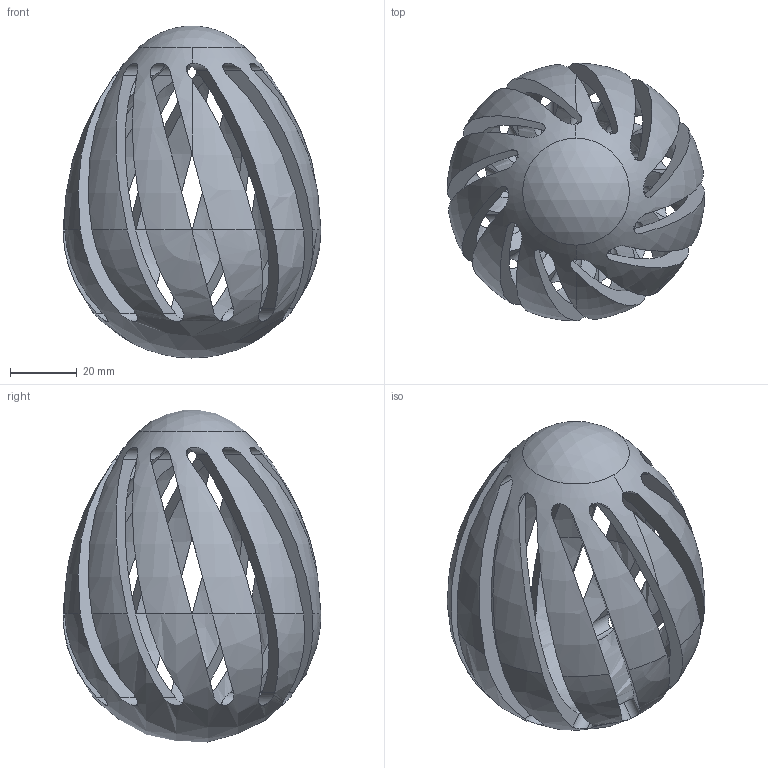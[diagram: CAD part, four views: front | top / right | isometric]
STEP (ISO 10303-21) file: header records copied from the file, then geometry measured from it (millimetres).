
FILE_DESCRIPTION(('STEP AP214'),'1');
FILE_NAME('tmp0.stp','2023-04-08T16:02:09',(' '),(' '),'Spatial InterOp 3D',' ',' ');
FILE_SCHEMA(('automotive_design'));
Length unit declared in the file: millimetre
Products named in the file (1): 1
Bounding box: 77.35 x 77.35 x 99.58 mm (x, y, z)
Volume: 65569.6 mm3; surface area: 38094.2 mm2
Topology: 1 solids, 1 shells, 84 faces, 314 edges, 210 vertices
Faces by surface type: cylinder 48, plane 24, torus 8, sphere 4
Entity records: 8599 total; most frequent: CARTESIAN_POINT 5439, ORIENTED_EDGE 628, DIRECTION 414, EDGE_CURVE 314, VERTEX_POINT 210, AXIS2_PLACEMENT_3D 171, B_SPLINE_CURVE_WITH_KNOTS 156, CIRCLE 86
